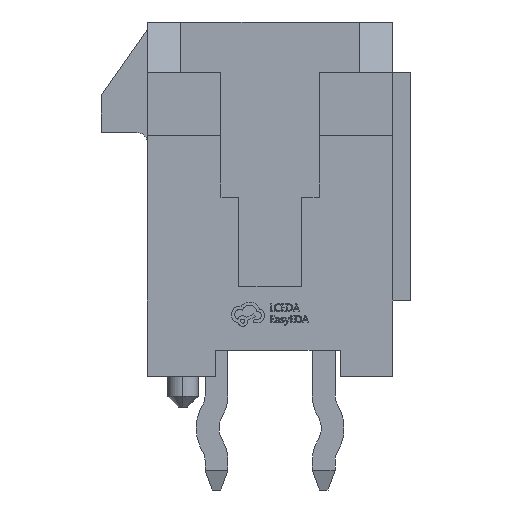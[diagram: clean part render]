
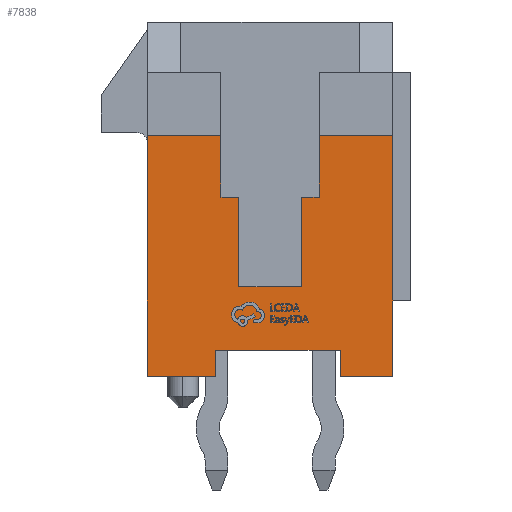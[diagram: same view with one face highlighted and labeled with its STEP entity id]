
A CAD part, left-side view. The second image highlights one B-rep face of the part: STEP entity #7838.
In plain terms, the highlighted planar face has unit normal (-1, 0, 0).
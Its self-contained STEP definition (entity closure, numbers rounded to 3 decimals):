
#281 = DIRECTION ( 'NONE',  ( 0., 0., -1. ) ) ;
#292 = VERTEX_POINT ( 'NONE', #22983 ) ;
#527 = AXIS2_PLACEMENT_3D ( 'NONE', #544, #12096, #18089 ) ;
#544 = CARTESIAN_POINT ( 'NONE',  ( -6.575, -3.43, 4.955 ) ) ;
#617 = EDGE_CURVE ( 'NONE', #19906, #1311, #4745, .T. ) ;
#1086 = DIRECTION ( 'NONE',  ( 0., 0., 1. ) ) ;
#1109 = VERTEX_POINT ( 'NONE', #21394 ) ;
#1206 = VECTOR ( 'NONE', #1849, 1000. ) ;
#1246 = LINE ( 'NONE', #3569, #15834 ) ;
#1311 = VERTEX_POINT ( 'NONE', #11674 ) ;
#1342 = CARTESIAN_POINT ( 'NONE',  ( -6.575, -1.96, -4.955 ) ) ;
#1398 = CARTESIAN_POINT ( 'NONE',  ( -6.575, -3.43, -4.955 ) ) ;
#1446 = DIRECTION ( 'NONE',  ( 0., -1., 0. ) ) ;
#1848 = EDGE_CURVE ( 'NONE', #2832, #12532, #8997, .T. ) ;
#1849 = DIRECTION ( 'NONE',  ( 0., -1., 0. ) ) ;
#1915 = CARTESIAN_POINT ( 'NONE',  ( -6.575, 1.53, -4.225 ) ) ;
#1968 = EDGE_CURVE ( 'NONE', #292, #20865, #15048, .T. ) ;
#2172 = CARTESIAN_POINT ( 'NONE',  ( -6.575, 0.875, -2.445 ) ) ;
#2350 = ORIENTED_EDGE ( 'NONE', *, *, #8416, .F. ) ;
#2465 = EDGE_CURVE ( 'NONE', #19906, #6518, #23763, .T. ) ;
#2832 = VERTEX_POINT ( 'NONE', #20173 ) ;
#2876 = EDGE_CURVE ( 'NONE', #16726, #23488, #5547, .T. ) ;
#3004 = CARTESIAN_POINT ( 'NONE',  ( -6.575, 1.53, -4.225 ) ) ;
#3059 = CARTESIAN_POINT ( 'NONE',  ( -6.575, -1.375, 0.055 ) ) ;
#3115 = LINE ( 'NONE', #1398, #20251 ) ;
#3569 = CARTESIAN_POINT ( 'NONE',  ( -6.575, 3.43, 1.785 ) ) ;
#3702 = LINE ( 'NONE', #22495, #1206 ) ;
#3709 = EDGE_CURVE ( 'NONE', #292, #1311, #14571, .T. ) ;
#4255 = VERTEX_POINT ( 'NONE', #18545 ) ;
#4292 = CARTESIAN_POINT ( 'NONE',  ( -6.575, -0.875, 0.055 ) ) ;
#4419 = ORIENTED_EDGE ( 'NONE', *, *, #14288, .F. ) ;
#4708 = EDGE_CURVE ( 'NONE', #13378, #6518, #18969, .T. ) ;
#4745 = LINE ( 'NONE', #8446, #10138 ) ;
#5547 = LINE ( 'NONE', #13065, #20783 ) ;
#5598 = CARTESIAN_POINT ( 'NONE',  ( -6.575, -1.375, 0.055 ) ) ;
#5919 = DIRECTION ( 'NONE',  ( 0., 0., 1. ) ) ;
#6477 = CARTESIAN_POINT ( 'NONE',  ( -6.575, 3.43, -4.955 ) ) ;
#6518 = VERTEX_POINT ( 'NONE', #13398 ) ;
#6622 = DIRECTION ( 'NONE',  ( 0., 0., -1. ) ) ;
#7563 = ORIENTED_EDGE ( 'NONE', *, *, #22768, .F. ) ;
#7706 = VECTOR ( 'NONE', #5919, 1000. ) ;
#7707 = ORIENTED_EDGE ( 'NONE', *, *, #2876, .F. ) ;
#7742 = VECTOR ( 'NONE', #6622, 1000. ) ;
#7838 = ADVANCED_FACE ( 'NONE', ( #9731 ), #17367, .F. ) ;
#8276 = ORIENTED_EDGE ( 'NONE', *, *, #1968, .T. ) ;
#8416 = EDGE_CURVE ( 'NONE', #1109, #16322, #1246, .T. ) ;
#8446 = CARTESIAN_POINT ( 'NONE',  ( -6.575, 1.375, 0.055 ) ) ;
#8652 = DIRECTION ( 'NONE',  ( 0., 1., 0. ) ) ;
#8735 = CARTESIAN_POINT ( 'NONE',  ( -6.575, -3.43, 4.955 ) ) ;
#8777 = CARTESIAN_POINT ( 'NONE',  ( -6.575, 3.43, 1.785 ) ) ;
#8997 = LINE ( 'NONE', #3004, #21610 ) ;
#9010 = DIRECTION ( 'NONE',  ( 0., -1., 0. ) ) ;
#9473 = LINE ( 'NONE', #20520, #11925 ) ;
#9619 = ORIENTED_EDGE ( 'NONE', *, *, #3709, .F. ) ;
#9659 = ORIENTED_EDGE ( 'NONE', *, *, #23588, .F. ) ;
#9731 = FACE_OUTER_BOUND ( 'NONE', #23833, .T. ) ;
#9777 = VECTOR ( 'NONE', #1446, 1000. ) ;
#10138 = VECTOR ( 'NONE', #1086, 1000. ) ;
#10306 = ORIENTED_EDGE ( 'NONE', *, *, #617, .T. ) ;
#10614 = DIRECTION ( 'NONE',  ( 0., -1., 0. ) ) ;
#10683 = ORIENTED_EDGE ( 'NONE', *, *, #17484, .F. ) ;
#11355 = LINE ( 'NONE', #17108, #15776 ) ;
#11418 = CARTESIAN_POINT ( 'NONE',  ( -6.575, 1.375, 0.055 ) ) ;
#11674 = CARTESIAN_POINT ( 'NONE',  ( -6.575, 1.375, 1.785 ) ) ;
#11702 = DIRECTION ( 'NONE',  ( 0., -1., 0. ) ) ;
#11925 = VECTOR ( 'NONE', #11702, 1000. ) ;
#12042 = DIRECTION ( 'NONE',  ( 0., 0., 1. ) ) ;
#12096 = DIRECTION ( 'NONE',  ( 1., 0., 0. ) ) ;
#12265 = CARTESIAN_POINT ( 'NONE',  ( -6.575, 1.53, -4.955 ) ) ;
#12469 = VERTEX_POINT ( 'NONE', #12265 ) ;
#12532 = VERTEX_POINT ( 'NONE', #1915 ) ;
#13065 = CARTESIAN_POINT ( 'NONE',  ( -6.575, -0.875, -2.445 ) ) ;
#13217 = CARTESIAN_POINT ( 'NONE',  ( -6.575, -3.43, 1.785 ) ) ;
#13378 = VERTEX_POINT ( 'NONE', #2172 ) ;
#13398 = CARTESIAN_POINT ( 'NONE',  ( -6.575, 0.875, 0.055 ) ) ;
#14063 = ORIENTED_EDGE ( 'NONE', *, *, #4708, .T. ) ;
#14288 = EDGE_CURVE ( 'NONE', #16322, #4255, #16242, .T. ) ;
#14571 = LINE ( 'NONE', #8777, #18908 ) ;
#14815 = ORIENTED_EDGE ( 'NONE', *, *, #1848, .F. ) ;
#15048 = LINE ( 'NONE', #20665, #21426 ) ;
#15307 = VERTEX_POINT ( 'NONE', #5598 ) ;
#15340 = VECTOR ( 'NONE', #12042, 1000. ) ;
#15776 = VECTOR ( 'NONE', #281, 1000. ) ;
#15834 = VECTOR ( 'NONE', #18283, 1000. ) ;
#16242 = LINE ( 'NONE', #8735, #7742 ) ;
#16322 = VERTEX_POINT ( 'NONE', #13217 ) ;
#16726 = VERTEX_POINT ( 'NONE', #23462 ) ;
#17108 = CARTESIAN_POINT ( 'NONE',  ( -6.575, 1.53, -4.955 ) ) ;
#17167 = VECTOR ( 'NONE', #9010, 1000. ) ;
#17226 = CARTESIAN_POINT ( 'NONE',  ( -6.575, 0.875, -2.445 ) ) ;
#17367 = PLANE ( 'NONE',  #527 ) ;
#17484 = EDGE_CURVE ( 'NONE', #12532, #12469, #11355, .T. ) ;
#18089 = DIRECTION ( 'NONE',  ( 0., 0., -1. ) ) ;
#18162 = ORIENTED_EDGE ( 'NONE', *, *, #21521, .T. ) ;
#18283 = DIRECTION ( 'NONE',  ( 0., -1., 0. ) ) ;
#18398 = VECTOR ( 'NONE', #20980, 1000. ) ;
#18470 = DIRECTION ( 'NONE',  ( 0., 0., -1. ) ) ;
#18545 = CARTESIAN_POINT ( 'NONE',  ( -6.575, -3.43, -4.955 ) ) ;
#18792 = EDGE_CURVE ( 'NONE', #23568, #4255, #9473, .T. ) ;
#18908 = VECTOR ( 'NONE', #22044, 1000. ) ;
#18969 = LINE ( 'NONE', #17226, #7706 ) ;
#19869 = LINE ( 'NONE', #3059, #15340 ) ;
#19906 = VERTEX_POINT ( 'NONE', #11418 ) ;
#20173 = CARTESIAN_POINT ( 'NONE',  ( -6.575, -1.96, -4.225 ) ) ;
#20251 = VECTOR ( 'NONE', #10614, 1000. ) ;
#20520 = CARTESIAN_POINT ( 'NONE',  ( -6.575, -3.43, -4.955 ) ) ;
#20665 = CARTESIAN_POINT ( 'NONE',  ( -6.575, 3.43, 4.955 ) ) ;
#20783 = VECTOR ( 'NONE', #20908, 1000. ) ;
#20865 = VERTEX_POINT ( 'NONE', #6477 ) ;
#20908 = DIRECTION ( 'NONE',  ( 0., 0., 1. ) ) ;
#20980 = DIRECTION ( 'NONE',  ( 0., 0., 1. ) ) ;
#21072 = ORIENTED_EDGE ( 'NONE', *, *, #18792, .T. ) ;
#21225 = CARTESIAN_POINT ( 'NONE',  ( -6.575, -1.96, -4.955 ) ) ;
#21238 = EDGE_CURVE ( 'NONE', #13378, #16726, #22169, .T. ) ;
#21394 = CARTESIAN_POINT ( 'NONE',  ( -6.575, -1.375, 1.785 ) ) ;
#21426 = VECTOR ( 'NONE', #18470, 1000. ) ;
#21521 = EDGE_CURVE ( 'NONE', #20865, #12469, #3115, .T. ) ;
#21610 = VECTOR ( 'NONE', #8652, 1000. ) ;
#21729 = ORIENTED_EDGE ( 'NONE', *, *, #24135, .F. ) ;
#21971 = ORIENTED_EDGE ( 'NONE', *, *, #2465, .F. ) ;
#22044 = DIRECTION ( 'NONE',  ( 0., -1., 0. ) ) ;
#22169 = LINE ( 'NONE', #22304, #17167 ) ;
#22304 = CARTESIAN_POINT ( 'NONE',  ( -6.575, 0.875, -2.445 ) ) ;
#22495 = CARTESIAN_POINT ( 'NONE',  ( -6.575, 1.375, 0.055 ) ) ;
#22768 = EDGE_CURVE ( 'NONE', #23568, #2832, #23080, .T. ) ;
#22983 = CARTESIAN_POINT ( 'NONE',  ( -6.575, 3.43, 1.785 ) ) ;
#23080 = LINE ( 'NONE', #21225, #18398 ) ;
#23462 = CARTESIAN_POINT ( 'NONE',  ( -6.575, -0.875, -2.445 ) ) ;
#23488 = VERTEX_POINT ( 'NONE', #4292 ) ;
#23568 = VERTEX_POINT ( 'NONE', #1342 ) ;
#23588 = EDGE_CURVE ( 'NONE', #15307, #1109, #19869, .T. ) ;
#23763 = LINE ( 'NONE', #23881, #9777 ) ;
#23833 = EDGE_LOOP ( 'NONE', ( #18162, #10683, #14815, #7563, #21072, #4419, #2350, #9659, #21729, #7707, #23977, #14063, #21971, #10306, #9619, #8276 ) ) ;
#23881 = CARTESIAN_POINT ( 'NONE',  ( -6.575, 1.375, 0.055 ) ) ;
#23977 = ORIENTED_EDGE ( 'NONE', *, *, #21238, .F. ) ;
#24135 = EDGE_CURVE ( 'NONE', #23488, #15307, #3702, .T. ) ;
